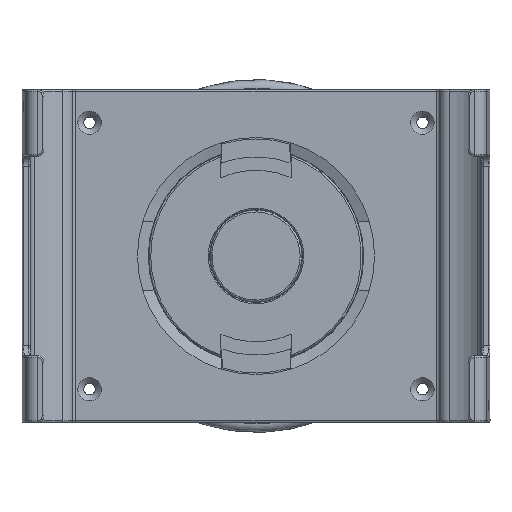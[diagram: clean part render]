
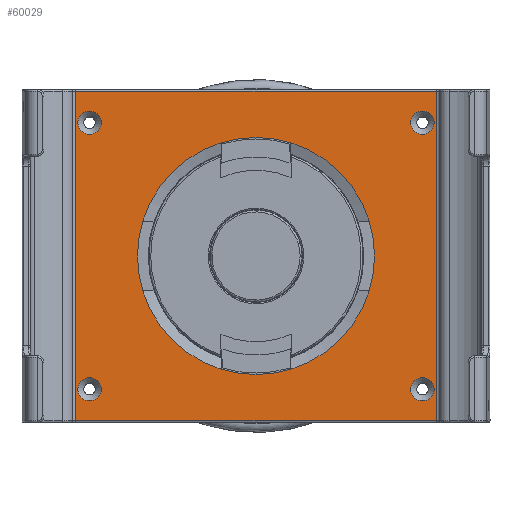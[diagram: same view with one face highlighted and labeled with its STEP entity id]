
A CAD part, left-side view. The second image highlights one B-rep face of the part: STEP entity #60029.
In plain terms, the highlighted planar face has unit normal (-1, 0, 0).
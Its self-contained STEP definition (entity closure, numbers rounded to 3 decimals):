
#56850=CARTESIAN_POINT('',(22.75,-54.1,-49.5));
#56851=VERTEX_POINT('',#56850);
#56883=CARTESIAN_POINT('',(22.75,54.1,-49.5));
#56884=VERTEX_POINT('',#56883);
#56885=CARTESIAN_POINT('',(22.75,-54.1,-49.5));
#56886=DIRECTION('',(0.0,1.0,0.0));
#56887=VECTOR('',#56886,108.2);
#56888=LINE('',#56885,#56887);
#56889=EDGE_CURVE('',#56851,#56884,#56888,.T.);
#57132=CARTESIAN_POINT('',(22.75,54.1,49.5));
#57133=VERTEX_POINT('',#57132);
#57165=CARTESIAN_POINT('',(22.75,-54.1,49.5));
#57166=VERTEX_POINT('',#57165);
#57167=CARTESIAN_POINT('',(22.75,54.1,49.5));
#57168=DIRECTION('',(0.0,-1.0,0.0));
#57169=VECTOR('',#57168,108.2);
#57170=LINE('',#57167,#57169);
#57171=EDGE_CURVE('',#57133,#57166,#57170,.T.);
#59447=CARTESIAN_POINT('',(22.75,34.027,-10.466));
#59448=VERTEX_POINT('',#59447);
#59449=CARTESIAN_POINT('',(22.75,10.466,-34.027));
#59450=VERTEX_POINT('',#59449);
#59451=CARTESIAN_POINT('',(22.75,0.,0.));
#59452=DIRECTION('',(-1.0,0.0,0.0));
#59453=DIRECTION('',(0.0,-0.956,0.294));
#59454=AXIS2_PLACEMENT_3D('',#59451,#59452,#59453);
#59455=CIRCLE('',#59454,35.6);
#59456=EDGE_CURVE('',#59448,#59450,#59455,.T.);
#59560=CARTESIAN_POINT('',(22.75,34.027,10.466));
#59561=VERTEX_POINT('',#59560);
#59591=CARTESIAN_POINT('',(22.75,10.466,34.027));
#59592=VERTEX_POINT('',#59591);
#59593=CARTESIAN_POINT('',(22.75,0.,0.));
#59594=DIRECTION('',(-1.0,0.0,0.0));
#59595=DIRECTION('',(0.0,-0.294,-0.956));
#59596=AXIS2_PLACEMENT_3D('',#59593,#59594,#59595);
#59597=CIRCLE('',#59596,35.6);
#59598=EDGE_CURVE('',#59592,#59561,#59597,.T.);
#59688=CARTESIAN_POINT('',(22.75,-10.466,34.027));
#59689=VERTEX_POINT('',#59688);
#59719=CARTESIAN_POINT('',(22.75,-34.027,10.466));
#59720=VERTEX_POINT('',#59719);
#59721=CARTESIAN_POINT('',(22.75,0.,0.));
#59722=DIRECTION('',(-1.,0.0,0.0));
#59723=DIRECTION('',(0.0,0.956,-0.294));
#59724=AXIS2_PLACEMENT_3D('',#59721,#59722,#59723);
#59725=CIRCLE('',#59724,35.6);
#59726=EDGE_CURVE('',#59720,#59689,#59725,.T.);
#59785=CARTESIAN_POINT('',(22.75,-10.466,-34.027));
#59786=VERTEX_POINT('',#59785);
#59863=CARTESIAN_POINT('',(22.75,-34.027,-10.466));
#59864=VERTEX_POINT('',#59863);
#59911=CARTESIAN_POINT('',(22.75,0.,0.));
#59912=DIRECTION('',(-1.0,0.0,0.0));
#59913=DIRECTION('',(0.0,0.294,0.956));
#59914=AXIS2_PLACEMENT_3D('',#59911,#59912,#59913);
#59915=CIRCLE('',#59914,35.6);
#59916=EDGE_CURVE('',#59786,#59864,#59915,.T.);
#59930=CARTESIAN_POINT('',(22.75,117.742,0.));
#59931=DIRECTION('',(-1.0,0.0,0.0));
#59932=DIRECTION('',(0.0,0.0,1.0));
#59933=AXIS2_PLACEMENT_3D('',#59930,#59931,#59932);
#59934=PLANE('',#59933);
#59935=ORIENTED_EDGE('',*,*,#57171,.F.);
#59936=CARTESIAN_POINT('',(22.75,54.1,-49.5));
#59937=DIRECTION('',(0.0,0.,1.0));
#59938=VECTOR('',#59937,99.0);
#59939=LINE('',#59936,#59938);
#59940=EDGE_CURVE('',#56884,#57133,#59939,.T.);
#59941=ORIENTED_EDGE('',*,*,#59940,.F.);
#59942=ORIENTED_EDGE('',*,*,#56889,.F.);
#59943=CARTESIAN_POINT('',(22.75,-54.1,-49.5));
#59944=DIRECTION('',(0.0,0.,1.0));
#59945=VECTOR('',#59944,99.0);
#59946=LINE('',#59943,#59945);
#59947=EDGE_CURVE('',#56851,#57166,#59946,.T.);
#59948=ORIENTED_EDGE('',*,*,#59947,.T.);
#59949=EDGE_LOOP('',(#59935,#59941,#59942,#59948));
#59950=FACE_OUTER_BOUND('',#59949,.T.);
#59951=CARTESIAN_POINT('',(22.75,50.0,-36.5));
#59952=VERTEX_POINT('',#59951);
#59953=CARTESIAN_POINT('',(22.75,50.0,-40.));
#59954=DIRECTION('',(1.0,0.0,0.0));
#59955=DIRECTION('',(0.0,0.0,1.0));
#59956=AXIS2_PLACEMENT_3D('',#59953,#59954,#59955);
#59957=CIRCLE('',#59956,3.5);
#59958=EDGE_CURVE('',#59952,#59952,#59957,.T.);
#59959=ORIENTED_EDGE('',*,*,#59958,.T.);
#59960=EDGE_LOOP('',(#59959));
#59961=FACE_BOUND('',#59960,.T.);
#59962=CARTESIAN_POINT('',(22.75,-50.0,43.5));
#59963=VERTEX_POINT('',#59962);
#59964=CARTESIAN_POINT('',(22.75,-50.0,40.));
#59965=DIRECTION('',(1.0,0.0,0.0));
#59966=DIRECTION('',(0.0,0.0,1.0));
#59967=AXIS2_PLACEMENT_3D('',#59964,#59965,#59966);
#59968=CIRCLE('',#59967,3.5);
#59969=EDGE_CURVE('',#59963,#59963,#59968,.T.);
#59970=ORIENTED_EDGE('',*,*,#59969,.T.);
#59971=EDGE_LOOP('',(#59970));
#59972=FACE_BOUND('',#59971,.T.);
#59973=CARTESIAN_POINT('',(22.75,-50.0,-36.5));
#59974=VERTEX_POINT('',#59973);
#59975=CARTESIAN_POINT('',(22.75,-50.0,-40.));
#59976=DIRECTION('',(1.0,0.0,0.0));
#59977=DIRECTION('',(0.0,0.0,1.0));
#59978=AXIS2_PLACEMENT_3D('',#59975,#59976,#59977);
#59979=CIRCLE('',#59978,3.5);
#59980=EDGE_CURVE('',#59974,#59974,#59979,.T.);
#59981=ORIENTED_EDGE('',*,*,#59980,.T.);
#59982=EDGE_LOOP('',(#59981));
#59983=FACE_BOUND('',#59982,.T.);
#59984=CARTESIAN_POINT('',(22.75,50.0,36.5));
#59985=VERTEX_POINT('',#59984);
#59986=CARTESIAN_POINT('',(22.75,50.0,40.));
#59987=DIRECTION('',(1.0,0.0,0.0));
#59988=DIRECTION('',(0.0,0.0,-1.0));
#59989=AXIS2_PLACEMENT_3D('',#59986,#59987,#59988);
#59990=CIRCLE('',#59989,3.5);
#59991=EDGE_CURVE('',#59985,#59985,#59990,.T.);
#59992=ORIENTED_EDGE('',*,*,#59991,.T.);
#59993=EDGE_LOOP('',(#59992));
#59994=FACE_BOUND('',#59993,.T.);
#59995=CARTESIAN_POINT('',(22.75,0.,0.));
#59996=DIRECTION('',(-1.0,0.0,0.0));
#59997=DIRECTION('',(0.0,-0.956,-0.294));
#59998=AXIS2_PLACEMENT_3D('',#59995,#59996,#59997);
#59999=CIRCLE('',#59998,35.6);
#60000=EDGE_CURVE('',#59561,#59448,#59999,.T.);
#60001=ORIENTED_EDGE('',*,*,#60000,.F.);
#60002=ORIENTED_EDGE('',*,*,#59598,.F.);
#60003=CARTESIAN_POINT('',(22.75,0.,0.));
#60004=DIRECTION('',(1.0,0.0,0.0));
#60005=DIRECTION('',(0.0,-0.294,-0.956));
#60006=AXIS2_PLACEMENT_3D('',#60003,#60004,#60005);
#60007=CIRCLE('',#60006,35.6);
#60008=EDGE_CURVE('',#59592,#59689,#60007,.T.);
#60009=ORIENTED_EDGE('',*,*,#60008,.T.);
#60010=ORIENTED_EDGE('',*,*,#59726,.F.);
#60011=CARTESIAN_POINT('',(22.75,0.,0.));
#60012=DIRECTION('',(-1.,0.0,0.0));
#60013=DIRECTION('',(0.0,0.956,0.294));
#60014=AXIS2_PLACEMENT_3D('',#60011,#60012,#60013);
#60015=CIRCLE('',#60014,35.6);
#60016=EDGE_CURVE('',#59864,#59720,#60015,.T.);
#60017=ORIENTED_EDGE('',*,*,#60016,.F.);
#60018=ORIENTED_EDGE('',*,*,#59916,.F.);
#60019=CARTESIAN_POINT('',(22.75,0.,0.));
#60020=DIRECTION('',(1.0,0.0,0.0));
#60021=DIRECTION('',(0.0,0.294,0.956));
#60022=AXIS2_PLACEMENT_3D('',#60019,#60020,#60021);
#60023=CIRCLE('',#60022,35.6);
#60024=EDGE_CURVE('',#59786,#59450,#60023,.T.);
#60025=ORIENTED_EDGE('',*,*,#60024,.T.);
#60026=ORIENTED_EDGE('',*,*,#59456,.F.);
#60027=EDGE_LOOP('',(#60001,#60002,#60009,#60010,#60017,#60018,#60025,#60026));
#60028=FACE_BOUND('',#60027,.T.);
#60029=ADVANCED_FACE('',(#59950,#59961,#59972,#59983,#59994,#60028),#59934,.T.);
